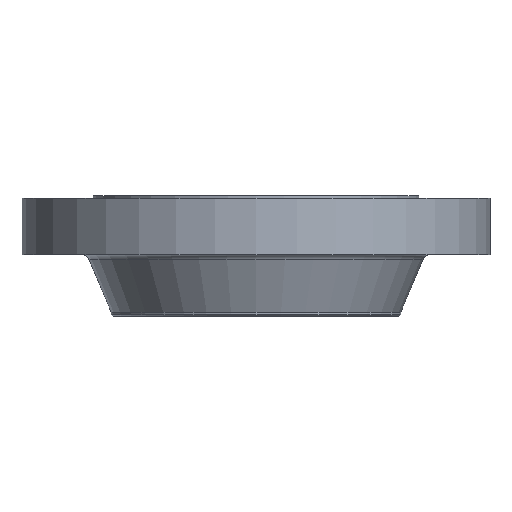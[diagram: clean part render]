
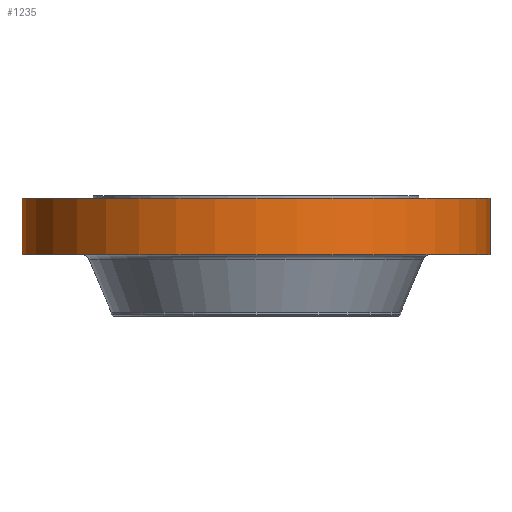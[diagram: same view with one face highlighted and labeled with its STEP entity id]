
A CAD part, front view. The second image highlights one B-rep face of the part: STEP entity #1235.
In plain terms, the highlighted cylindrical face has radius 615.95 mm (diameter 1231.9 mm), a partial arc.
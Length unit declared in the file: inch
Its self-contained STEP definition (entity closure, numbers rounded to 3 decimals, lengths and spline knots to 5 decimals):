
#58 = DIRECTION ( 'NONE',  ( 0., 0., 1. ) ) ;
#88 = VECTOR ( 'NONE', #281, 39.37008 ) ;
#90 = EDGE_CURVE ( 'NONE', #731, #1399, #300, .T. ) ;
#92 = ORIENTED_EDGE ( 'NONE', *, *, #90, .F. ) ;
#106 = CARTESIAN_POINT ( 'NONE',  ( 0., 0., -6.125 ) ) ;
#130 = ORIENTED_EDGE ( 'NONE', *, *, #1392, .T. ) ;
#281 = DIRECTION ( 'NONE',  ( 0., 0., 1. ) ) ;
#300 = CIRCLE ( 'NONE', #1013, 24.25 ) ;
#372 = AXIS2_PLACEMENT_3D ( 'NONE', #106, #1685, #785 ) ;
#440 = CYLINDRICAL_SURFACE ( 'NONE', #701, 24.25 ) ;
#477 = CIRCLE ( 'NONE', #372, 24.25 ) ;
#589 = DIRECTION ( 'NONE',  ( 0., 0., 1. ) ) ;
#609 = CARTESIAN_POINT ( 'NONE',  ( 0., 0., -0.25 ) ) ;
#632 = CARTESIAN_POINT ( 'NONE',  ( 0., 0., 0. ) ) ;
#700 = CARTESIAN_POINT ( 'NONE',  ( 24.25, 0., -0.25 ) ) ;
#701 = AXIS2_PLACEMENT_3D ( 'NONE', #632, #1083, #1062 ) ;
#731 = VERTEX_POINT ( 'NONE', #1509 ) ;
#754 = DIRECTION ( 'NONE',  ( 1., 0., 0. ) ) ;
#785 = DIRECTION ( 'NONE',  ( 1., 0., 0. ) ) ;
#942 = ORIENTED_EDGE ( 'NONE', *, *, #1540, .T. ) ;
#1013 = AXIS2_PLACEMENT_3D ( 'NONE', #609, #589, #754 ) ;
#1045 = LINE ( 'NONE', #1690, #88 ) ;
#1062 = DIRECTION ( 'NONE',  ( 1., 0., 0. ) ) ;
#1083 = DIRECTION ( 'NONE',  ( 0., 0., 1. ) ) ;
#1142 = CARTESIAN_POINT ( 'NONE',  ( 24.25, 0., -6.125 ) ) ;
#1235 = ADVANCED_FACE ( 'NONE', ( #1361 ), #440, .T. ) ;
#1357 = VERTEX_POINT ( 'NONE', #1142 ) ;
#1361 = FACE_OUTER_BOUND ( 'NONE', #1612, .T. ) ;
#1392 = EDGE_CURVE ( 'NONE', #1357, #1399, #1449, .T. ) ;
#1399 = VERTEX_POINT ( 'NONE', #700 ) ;
#1449 = LINE ( 'NONE', #1460, #1658 ) ;
#1460 = CARTESIAN_POINT ( 'NONE',  ( 24.25, 0., 0. ) ) ;
#1479 = VERTEX_POINT ( 'NONE', #1805 ) ;
#1509 = CARTESIAN_POINT ( 'NONE',  ( -24.25, 0., -0.25 ) ) ;
#1540 = EDGE_CURVE ( 'NONE', #1479, #1357, #477, .T. ) ;
#1612 = EDGE_LOOP ( 'NONE', ( #1691, #942, #130, #92 ) ) ;
#1658 = VECTOR ( 'NONE', #58, 39.37008 ) ;
#1685 = DIRECTION ( 'NONE',  ( 0., 0., 1. ) ) ;
#1690 = CARTESIAN_POINT ( 'NONE',  ( -24.25, 0., 0. ) ) ;
#1691 = ORIENTED_EDGE ( 'NONE', *, *, #1810, .F. ) ;
#1805 = CARTESIAN_POINT ( 'NONE',  ( -24.25, 0., -6.125 ) ) ;
#1810 = EDGE_CURVE ( 'NONE', #1479, #731, #1045, .T. ) ;
